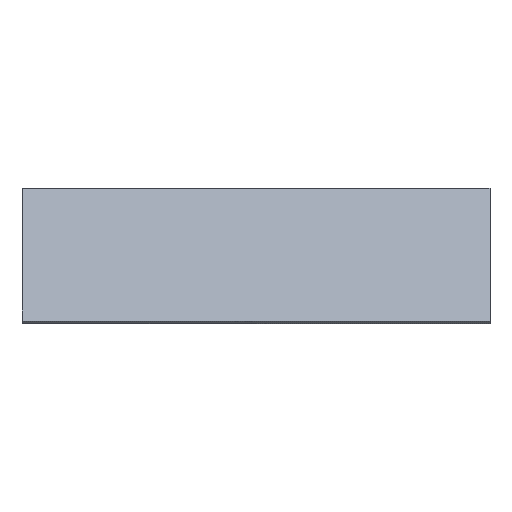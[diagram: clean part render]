
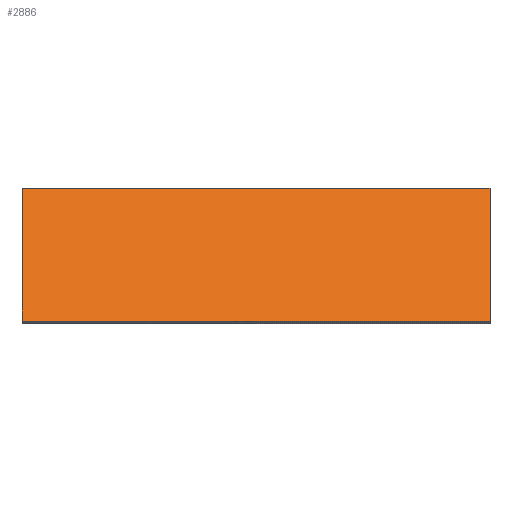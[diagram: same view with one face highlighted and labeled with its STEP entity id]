
A CAD part, top view. The second image highlights one B-rep face of the part: STEP entity #2886.
In plain terms, the highlighted planar face has unit normal (0, 0.469, 0.883).
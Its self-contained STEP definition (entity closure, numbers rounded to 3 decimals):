
#10 = DIRECTION ( 'NONE',  ( 0., -0.883, 0.469 ) ) ;
#122 = VERTEX_POINT ( 'NONE', #1461 ) ;
#144 = EDGE_CURVE ( 'NONE', #1817, #1138, #2238, .T. ) ;
#175 = DIRECTION ( 'NONE',  ( 0., 0.883, -0.469 ) ) ;
#184 = EDGE_CURVE ( 'NONE', #1817, #2532, #2175, .T. ) ;
#188 = CARTESIAN_POINT ( 'NONE',  ( 56.5, -32.14, 39.351 ) ) ;
#238 = VECTOR ( 'NONE', #175, 1000. ) ;
#284 = ORIENTED_EDGE ( 'NONE', *, *, #563, .F. ) ;
#319 = ORIENTED_EDGE ( 'NONE', *, *, #1472, .T. ) ;
#355 = EDGE_LOOP ( 'NONE', ( #2835, #2428, #319, #284, #2570, #2811 ) ) ;
#480 = FACE_OUTER_BOUND ( 'NONE', #355, .T. ) ;
#563 = EDGE_CURVE ( 'NONE', #1750, #2892, #2875, .T. ) ;
#580 = CARTESIAN_POINT ( 'NONE',  ( -56.5, -1.114, 22.854 ) ) ;
#647 = VECTOR ( 'NONE', #1539, 1000. ) ;
#1003 = CARTESIAN_POINT ( 'NONE',  ( -56.5, -32.14, 39.351 ) ) ;
#1026 = VECTOR ( 'NONE', #1839, 1000. ) ;
#1071 = VECTOR ( 'NONE', #10, 1000. ) ;
#1138 = VERTEX_POINT ( 'NONE', #188 ) ;
#1162 = CARTESIAN_POINT ( 'NONE',  ( 56.5, -1.114, 22.854 ) ) ;
#1280 = DIRECTION ( 'NONE',  ( 0., 0.469, 0.883 ) ) ;
#1288 = CARTESIAN_POINT ( 'NONE',  ( -56.5, 0., 22.262 ) ) ;
#1295 = VECTOR ( 'NONE', #1699, 1000. ) ;
#1310 = CARTESIAN_POINT ( 'NONE',  ( -56.5, 9.078, 17.435 ) ) ;
#1446 = DIRECTION ( 'NONE',  ( 0., 0.883, -0.469 ) ) ;
#1461 = CARTESIAN_POINT ( 'NONE',  ( -56.5, -32.14, 39.351 ) ) ;
#1469 = EDGE_CURVE ( 'NONE', #122, #1750, #2421, .T. ) ;
#1472 = EDGE_CURVE ( 'NONE', #2532, #2892, #2568, .T. ) ;
#1539 = DIRECTION ( 'NONE',  ( 0., 0.883, -0.469 ) ) ;
#1550 = LINE ( 'NONE', #1003, #1295 ) ;
#1579 = CARTESIAN_POINT ( 'NONE',  ( -56.5, -0.796, 22.685 ) ) ;
#1668 = CARTESIAN_POINT ( 'NONE',  ( 56.5, -1.114, 22.854 ) ) ;
#1699 = DIRECTION ( 'NONE',  ( -1., 0., 0. ) ) ;
#1745 = DIRECTION ( 'NONE',  ( 0., -0.883, 0.469 ) ) ;
#1750 = VERTEX_POINT ( 'NONE', #580 ) ;
#1817 = VERTEX_POINT ( 'NONE', #1162 ) ;
#1821 = CARTESIAN_POINT ( 'NONE',  ( 56.5, 0., 22.262 ) ) ;
#1839 = DIRECTION ( 'NONE',  ( -1., 0., 0. ) ) ;
#1928 = CARTESIAN_POINT ( 'NONE',  ( 56.5, -32.14, 39.351 ) ) ;
#2081 = AXIS2_PLACEMENT_3D ( 'NONE', #2217, #1280, #1745 ) ;
#2175 = LINE ( 'NONE', #1668, #2544 ) ;
#2217 = CARTESIAN_POINT ( 'NONE',  ( 0., 9.078, 17.435 ) ) ;
#2238 = LINE ( 'NONE', #1928, #1071 ) ;
#2358 = EDGE_CURVE ( 'NONE', #1138, #122, #1550, .T. ) ;
#2421 = LINE ( 'NONE', #1579, #238 ) ;
#2428 = ORIENTED_EDGE ( 'NONE', *, *, #184, .T. ) ;
#2532 = VERTEX_POINT ( 'NONE', #1821 ) ;
#2544 = VECTOR ( 'NONE', #1446, 1000. ) ;
#2568 = LINE ( 'NONE', #2766, #1026 ) ;
#2570 = ORIENTED_EDGE ( 'NONE', *, *, #1469, .F. ) ;
#2684 = PLANE ( 'NONE',  #2081 ) ;
#2766 = CARTESIAN_POINT ( 'NONE',  ( 0., 0., 22.262 ) ) ;
#2811 = ORIENTED_EDGE ( 'NONE', *, *, #2358, .F. ) ;
#2835 = ORIENTED_EDGE ( 'NONE', *, *, #144, .F. ) ;
#2875 = LINE ( 'NONE', #1310, #647 ) ;
#2886 = ADVANCED_FACE ( 'NONE', ( #480 ), #2684, .T. ) ;
#2892 = VERTEX_POINT ( 'NONE', #1288 ) ;
